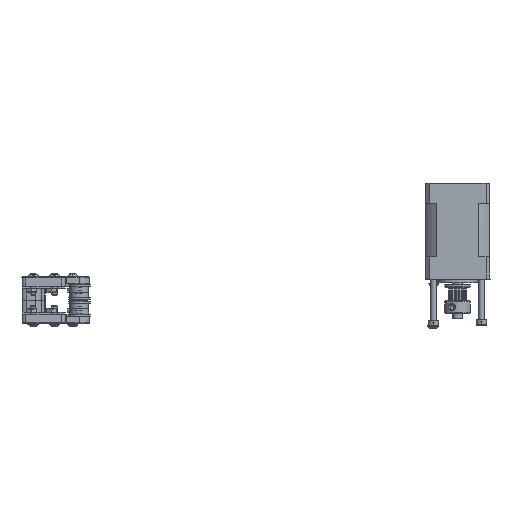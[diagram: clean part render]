
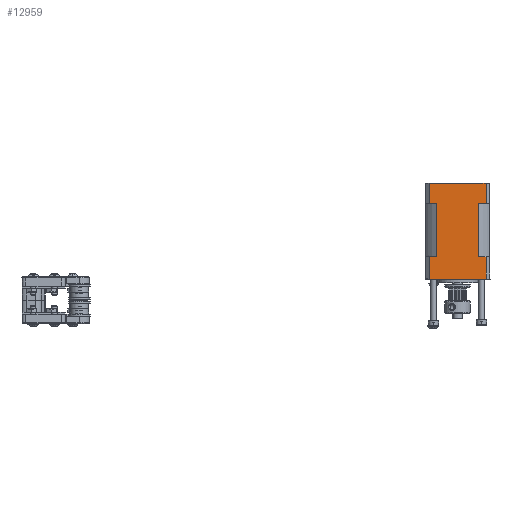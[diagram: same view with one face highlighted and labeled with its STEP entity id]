
A CAD part, left-side view. The second image highlights one B-rep face of the part: STEP entity #12959.
In plain terms, the highlighted face is planar.
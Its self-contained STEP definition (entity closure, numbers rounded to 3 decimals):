
#1100=PLANE('',#14536);
#1736=FACE_OUTER_BOUND('',#2582,.T.);
#2582=EDGE_LOOP('',(#11377,#11378,#11379,#11380,#11381,#11382,#11383,#11384,
#11385,#11386,#11387,#11388,#11389));
#3511=LINE('',#24684,#4405);
#3524=LINE('',#24716,#4418);
#3526=LINE('',#24720,#4420);
#3528=LINE('',#24729,#4422);
#3532=LINE('',#24735,#4426);
#3534=LINE('',#24740,#4428);
#3565=LINE('',#24835,#4459);
#3570=LINE('',#24846,#4464);
#3587=LINE('',#24885,#4481);
#3588=LINE('',#24888,#4482);
#3595=LINE('',#24901,#4489);
#3597=LINE('',#24904,#4491);
#3612=LINE('',#24972,#4506);
#4405=VECTOR('',#17856,1000.);
#4418=VECTOR('',#17885,1000.);
#4420=VECTOR('',#17889,1000.);
#4422=VECTOR('',#17897,1000.);
#4426=VECTOR('',#17903,1000.);
#4428=VECTOR('',#17909,1000.);
#4459=VECTOR('',#17994,1000.);
#4464=VECTOR('',#18005,1000.);
#4481=VECTOR('',#18046,1000.);
#4482=VECTOR('',#18049,1000.);
#4489=VECTOR('',#18062,1000.);
#4491=VECTOR('',#18066,1000.);
#4506=VECTOR('',#18151,1000.);
#6331=VERTEX_POINT('',#24681);
#6332=VERTEX_POINT('',#24683);
#6343=VERTEX_POINT('',#24715);
#6344=VERTEX_POINT('',#24719);
#6346=VERTEX_POINT('',#24725);
#6348=VERTEX_POINT('',#24728);
#6350=VERTEX_POINT('',#24739);
#6386=VERTEX_POINT('',#24832);
#6387=VERTEX_POINT('',#24834);
#6390=VERTEX_POINT('',#24844);
#6400=VERTEX_POINT('',#24883);
#6401=VERTEX_POINT('',#24887);
#6404=VERTEX_POINT('',#24899);
#7964=EDGE_CURVE('',#6332,#6331,#3511,.T.);
#7980=EDGE_CURVE('',#6343,#6332,#3524,.T.);
#7982=EDGE_CURVE('',#6343,#6344,#3526,.T.);
#7986=EDGE_CURVE('',#6346,#6348,#3528,.T.);
#7990=EDGE_CURVE('',#6348,#6331,#3532,.T.);
#7992=EDGE_CURVE('',#6350,#6344,#3534,.T.);
#8036=EDGE_CURVE('',#6387,#6386,#3565,.T.);
#8042=EDGE_CURVE('',#6390,#6350,#3570,.T.);
#8062=EDGE_CURVE('',#6386,#6400,#3587,.T.);
#8063=EDGE_CURVE('',#6401,#6390,#3588,.T.);
#8070=EDGE_CURVE('',#6400,#6404,#3595,.T.);
#8072=EDGE_CURVE('',#6404,#6401,#3597,.T.);
#8105=EDGE_CURVE('',#6346,#6387,#3612,.T.);
#11377=ORIENTED_EDGE('',*,*,#8105,.T.);
#11378=ORIENTED_EDGE('',*,*,#8036,.T.);
#11379=ORIENTED_EDGE('',*,*,#8062,.T.);
#11380=ORIENTED_EDGE('',*,*,#8070,.T.);
#11381=ORIENTED_EDGE('',*,*,#8072,.T.);
#11382=ORIENTED_EDGE('',*,*,#8063,.T.);
#11383=ORIENTED_EDGE('',*,*,#8042,.T.);
#11384=ORIENTED_EDGE('',*,*,#7992,.T.);
#11385=ORIENTED_EDGE('',*,*,#7982,.F.);
#11386=ORIENTED_EDGE('',*,*,#7980,.T.);
#11387=ORIENTED_EDGE('',*,*,#7964,.T.);
#11388=ORIENTED_EDGE('',*,*,#7990,.F.);
#11389=ORIENTED_EDGE('',*,*,#7986,.F.);
#12959=ADVANCED_FACE('',(#1736),#1100,.T.);
#14536=AXIS2_PLACEMENT_3D('',#24973,#18152,#18153);
#17856=DIRECTION('',(-1.,0.,0.));
#17885=DIRECTION('',(0.,-1.,0.));
#17889=DIRECTION('',(-1.,0.,0.));
#17897=DIRECTION('',(-1.,0.,0.));
#17903=DIRECTION('',(0.,-1.,0.));
#17909=DIRECTION('',(0.,-1.,0.));
#17994=DIRECTION('',(-1.,0.,0.));
#18005=DIRECTION('',(-1.,0.,0.));
#18046=DIRECTION('',(0.,1.,0.));
#18049=DIRECTION('',(0.,-1.,0.));
#18062=DIRECTION('',(0.816,0.577,0.));
#18066=DIRECTION('',(1.,0.,0.));
#18151=DIRECTION('',(0.,1.,0.));
#18152=DIRECTION('center_axis',(0.,0.,-1.));
#18153=DIRECTION('ref_axis',(0.,-1.,0.));
#24681=CARTESIAN_POINT('',(-32.978,-11.843,-0.074));
#24683=CARTESIAN_POINT('',(-2.074,-11.843,-0.074));
#24684=CARTESIAN_POINT('',(-26.289,-11.843,-0.074));
#24715=CARTESIAN_POINT('',(-2.074,-0.976,-0.074));
#24716=CARTESIAN_POINT('',(-2.074,0.,-0.074));
#24719=CARTESIAN_POINT('',(-6.036,-0.976,-0.074));
#24720=CARTESIAN_POINT('',(-26.289,-0.976,-0.074));
#24725=CARTESIAN_POINT('',(-29.016,-0.976,-0.074));
#24728=CARTESIAN_POINT('',(-32.978,-0.976,-0.074));
#24729=CARTESIAN_POINT('',(-26.289,-0.976,-0.074));
#24735=CARTESIAN_POINT('',(-32.978,0.,-0.074));
#24739=CARTESIAN_POINT('',(-6.036,27.985,-0.074));
#24740=CARTESIAN_POINT('',(-6.036,31.024,-0.074));
#24832=CARTESIAN_POINT('',(-32.978,27.985,-0.074));
#24834=CARTESIAN_POINT('',(-29.016,27.985,-0.074));
#24835=CARTESIAN_POINT('',(-30.671,27.985,-0.074));
#24844=CARTESIAN_POINT('',(-2.074,27.985,-0.074));
#24846=CARTESIAN_POINT('',(-30.671,27.985,-0.074));
#24883=CARTESIAN_POINT('',(-32.978,39.957,-0.074));
#24885=CARTESIAN_POINT('',(-32.978,0.,-0.074));
#24887=CARTESIAN_POINT('',(-2.074,40.157,-0.074));
#24888=CARTESIAN_POINT('',(-2.074,0.,-0.074));
#24899=CARTESIAN_POINT('',(-32.695,40.157,-0.074));
#24901=CARTESIAN_POINT('',(-43.398,32.589,-0.074));
#24904=CARTESIAN_POINT('',(-26.289,40.157,-0.074));
#24972=CARTESIAN_POINT('',(-29.016,31.024,-0.074));
#24973=CARTESIAN_POINT('Origin',(-35.052,20.,-0.074));
